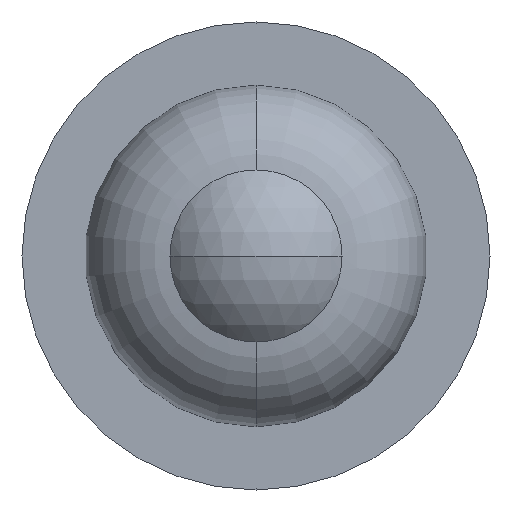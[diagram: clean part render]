
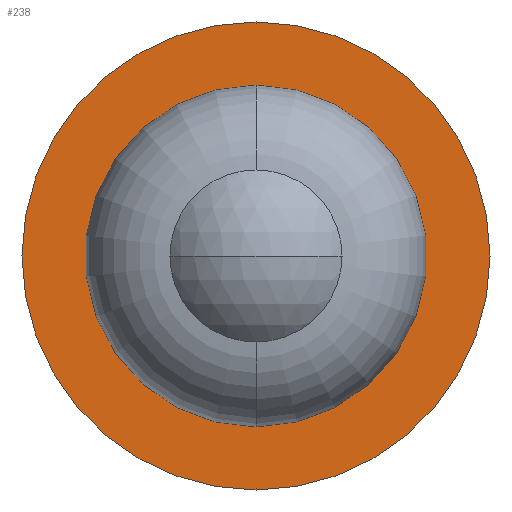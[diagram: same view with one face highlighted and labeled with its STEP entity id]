
A CAD part, front view. The second image highlights one B-rep face of the part: STEP entity #238.
In plain terms, the highlighted planar face has unit normal (0, -1, 0).
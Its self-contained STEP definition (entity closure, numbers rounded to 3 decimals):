
#18 = VERTEX_POINT ( 'NONE', #159 ) ;
#23 = AXIS2_PLACEMENT_3D ( 'NONE', #237, #162, #345 ) ;
#35 = CARTESIAN_POINT ( 'NONE',  ( 0., 14.7, 2.49 ) ) ;
#43 = CARTESIAN_POINT ( 'NONE',  ( 2.49, 14.7, 0. ) ) ;
#53 = DIRECTION ( 'NONE',  ( 0., -1., 0. ) ) ;
#58 = DIRECTION ( 'NONE',  ( 0., 0., -1. ) ) ;
#71 = AXIS2_PLACEMENT_3D ( 'NONE', #43, #53, #58 ) ;
#81 = CARTESIAN_POINT ( 'NONE',  ( 0., 14.7, -2.49 ) ) ;
#82 = VERTEX_POINT ( 'NONE', #35 ) ;
#86 = CARTESIAN_POINT ( 'NONE',  ( 0., 14.7, 0. ) ) ;
#88 = DIRECTION ( 'NONE',  ( 0., -1., 0. ) ) ;
#89 = AXIS2_PLACEMENT_3D ( 'NONE', #86, #88, #328 ) ;
#101 = EDGE_CURVE ( 'NONE', #82, #290, #124, .T. ) ;
#108 = CARTESIAN_POINT ( 'NONE',  ( 0., 14.7, 0. ) ) ;
#109 = DIRECTION ( 'NONE',  ( 0., -1., 0. ) ) ;
#112 = DIRECTION ( 'NONE',  ( 0., 0., -1. ) ) ;
#120 = AXIS2_PLACEMENT_3D ( 'NONE', #108, #109, #112 ) ;
#124 = CIRCLE ( 'NONE', #23, 2.49 ) ;
#144 = PLANE ( 'NONE',  #71 ) ;
#159 = CARTESIAN_POINT ( 'NONE',  ( 0., 14.7, 5.04 ) ) ;
#162 = DIRECTION ( 'NONE',  ( 0., -1., 0. ) ) ;
#164 = CIRCLE ( 'NONE', #232, 5.04 ) ;
#167 = VERTEX_POINT ( 'NONE', #171 ) ;
#171 = CARTESIAN_POINT ( 'NONE',  ( 0., 14.7, -5.04 ) ) ;
#177 = CARTESIAN_POINT ( 'NONE',  ( 0., 14.7, 0. ) ) ;
#181 = DIRECTION ( 'NONE',  ( 0., -1., 0. ) ) ;
#184 = DIRECTION ( 'NONE',  ( 0., 0., -1. ) ) ;
#185 = CIRCLE ( 'NONE', #120, 5.04 ) ;
#195 = CIRCLE ( 'NONE', #89, 2.49 ) ;
#221 = FACE_BOUND ( 'NONE', #323, .T. ) ;
#232 = AXIS2_PLACEMENT_3D ( 'NONE', #177, #181, #184 ) ;
#233 = ORIENTED_EDGE ( 'NONE', *, *, #268, .F. ) ;
#237 = CARTESIAN_POINT ( 'NONE',  ( 0., 14.7, 0. ) ) ;
#238 = ADVANCED_FACE ( 'NONE', ( #241, #221 ), #144, .T. ) ;
#241 = FACE_OUTER_BOUND ( 'NONE', #257, .T. ) ;
#257 = EDGE_LOOP ( 'NONE', ( #336, #262 ) ) ;
#262 = ORIENTED_EDGE ( 'NONE', *, *, #318, .T. ) ;
#268 = EDGE_CURVE ( 'NONE', #290, #82, #195, .T. ) ;
#275 = EDGE_CURVE ( 'NONE', #167, #18, #185, .T. ) ;
#290 = VERTEX_POINT ( 'NONE', #81 ) ;
#313 = ORIENTED_EDGE ( 'NONE', *, *, #101, .F. ) ;
#318 = EDGE_CURVE ( 'NONE', #18, #167, #164, .T. ) ;
#323 = EDGE_LOOP ( 'NONE', ( #233, #313 ) ) ;
#328 = DIRECTION ( 'NONE',  ( 0., 0., -1. ) ) ;
#336 = ORIENTED_EDGE ( 'NONE', *, *, #275, .T. ) ;
#345 = DIRECTION ( 'NONE',  ( 0., 0., -1. ) ) ;
